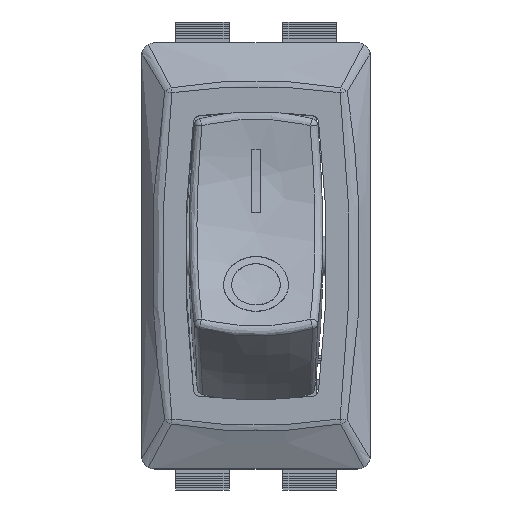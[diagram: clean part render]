
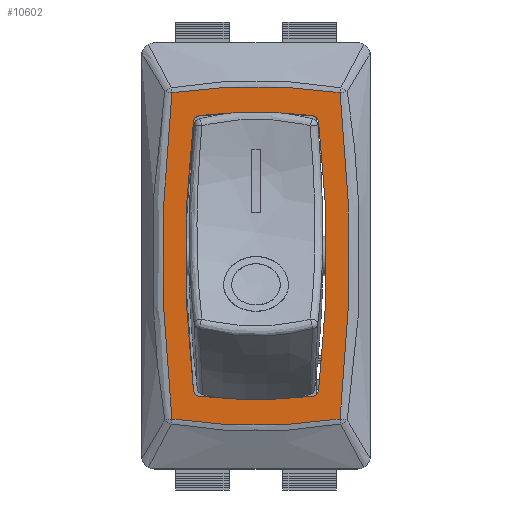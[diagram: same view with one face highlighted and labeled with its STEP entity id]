
A CAD part, top view. The second image highlights one B-rep face of the part: STEP entity #10602.
In plain terms, the highlighted planar face has unit normal (0, 0, 1).
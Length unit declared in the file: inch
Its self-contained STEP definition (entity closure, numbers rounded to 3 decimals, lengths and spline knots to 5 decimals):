
#8875=CARTESIAN_POINT('',(-0.16536,0.40975,0.07874));
#8876=VERTEX_POINT('',#8875);
#8883=CARTESIAN_POINT('',(-0.18263,0.3926,0.07874));
#8884=VERTEX_POINT('',#8883);
#8885=CARTESIAN_POINT('',(-0.1631,0.3902,0.07874));
#8886=DIRECTION('',(0.0,0.0,1.0));
#8887=DIRECTION('',(-0.705,0.71,0.0));
#8888=AXIS2_PLACEMENT_3D('',#8885,#8886,#8887);
#8889=CIRCLE('',#8888,0.01969);
#8890=EDGE_CURVE('',#8876,#8884,#8889,.T.);
#8908=CARTESIAN_POINT('',(0.16536,0.40975,0.07874));
#8909=VERTEX_POINT('',#8908);
#8916=CARTESIAN_POINT('',(0.,-1.01906,0.07874));
#8917=DIRECTION('',(0.0,0.0,-1.0));
#8918=DIRECTION('',(-0.126,-0.992,0.0));
#8919=AXIS2_PLACEMENT_3D('',#8916,#8917,#8918);
#8920=CIRCLE('',#8919,1.43835);
#8921=EDGE_CURVE('',#8876,#8909,#8920,.T.);
#8946=CARTESIAN_POINT('',(0.18263,0.3926,0.07874));
#8947=VERTEX_POINT('',#8946);
#8954=CARTESIAN_POINT('',(0.1631,0.3902,0.07874));
#8955=DIRECTION('',(0.0,0.0,1.0));
#8956=DIRECTION('',(0.705,0.71,0.0));
#8957=AXIS2_PLACEMENT_3D('',#8954,#8955,#8956);
#8958=CIRCLE('',#8957,0.01969);
#8959=EDGE_CURVE('',#8947,#8909,#8958,.T.);
#8986=CARTESIAN_POINT('',(0.18263,-0.3926,0.07874));
#8987=VERTEX_POINT('',#8986);
#8994=CARTESIAN_POINT('',(-3.00858,0.0,0.07874));
#8995=DIRECTION('',(0.0,0.0,-1.0));
#8996=DIRECTION('',(-0.992,0.127,0.0));
#8997=AXIS2_PLACEMENT_3D('',#8994,#8995,#8996);
#8998=CIRCLE('',#8997,3.21528);
#8999=EDGE_CURVE('',#8947,#8987,#8998,.T.);
#9019=CARTESIAN_POINT('',(0.16536,-0.40975,0.07874));
#9020=VERTEX_POINT('',#9019);
#9027=CARTESIAN_POINT('',(0.1631,-0.3902,0.07874));
#9028=DIRECTION('',(0.0,0.0,1.0));
#9029=DIRECTION('',(0.705,-0.71,0.0));
#9030=AXIS2_PLACEMENT_3D('',#9027,#9028,#9029);
#9031=CIRCLE('',#9030,0.01969);
#9032=EDGE_CURVE('',#9020,#8987,#9031,.T.);
#9052=CARTESIAN_POINT('',(-0.16536,-0.40975,0.07874));
#9053=VERTEX_POINT('',#9052);
#9060=CARTESIAN_POINT('',(0.,1.01906,0.07874));
#9061=DIRECTION('',(0.0,0.0,-1.0));
#9062=DIRECTION('',(0.126,0.992,0.0));
#9063=AXIS2_PLACEMENT_3D('',#9060,#9061,#9062);
#9064=CIRCLE('',#9063,1.43835);
#9065=EDGE_CURVE('',#9020,#9053,#9064,.T.);
#9080=CARTESIAN_POINT('',(-0.18263,-0.3926,0.07874));
#9081=VERTEX_POINT('',#9080);
#9088=CARTESIAN_POINT('',(-0.1631,-0.3902,0.07874));
#9089=DIRECTION('',(0.0,0.0,1.0));
#9090=DIRECTION('',(-0.705,-0.71,0.0));
#9091=AXIS2_PLACEMENT_3D('',#9088,#9089,#9090);
#9092=CIRCLE('',#9091,0.01969);
#9093=EDGE_CURVE('',#9081,#9053,#9092,.T.);
#9399=CARTESIAN_POINT('',(0.24539,0.47638,0.07874));
#9400=VERTEX_POINT('',#9399);
#9445=CARTESIAN_POINT('',(-0.24539,0.47638,0.07874));
#9446=VERTEX_POINT('',#9445);
#9471=CARTESIAN_POINT('',(0.24539,-0.47638,0.07874));
#9472=VERTEX_POINT('',#9471);
#9504=CARTESIAN_POINT('',(-0.24539,-0.47638,0.07874));
#9505=VERTEX_POINT('',#9504);
#9743=CARTESIAN_POINT('',(0.24539,-0.47638,0.07874));
#9744=CARTESIAN_POINT('',(0.1643,-0.48872,0.07874));
#9745=CARTESIAN_POINT('',(0.00006,-0.50056,0.07874));
#9746=CARTESIAN_POINT('',(-0.16428,-0.48872,0.07874));
#9747=CARTESIAN_POINT('',(-0.24539,-0.47638,0.07874));
#9748=B_SPLINE_CURVE_WITH_KNOTS('',3,(#9743,#9744,#9745,#9746,#9747),.UNSPECIFIED.,.F.,.U.,(4,1,4),(0.03052,0.65553,1.28054),.UNSPECIFIED.);
#9749=EDGE_CURVE('',#9472,#9505,#9748,.T.);
#9789=CARTESIAN_POINT('',(-0.24539,-0.47638,0.07874));
#9790=CARTESIAN_POINT('',(-0.25652,-0.38614,0.07874));
#9791=CARTESIAN_POINT('',(-0.27004,-0.20457,0.07874));
#9792=CARTESIAN_POINT('',(-0.27373,0.11361,0.07874));
#9793=CARTESIAN_POINT('',(-0.26209,0.34102,0.07874));
#9794=CARTESIAN_POINT('',(-0.24539,0.47638,0.07874));
#9795=B_SPLINE_CURVE_WITH_KNOTS('',3,(#9789,#9790,#9791,#9792,#9793,#9794),.UNSPECIFIED.,.F.,.U.,(4,1,1,4),(0.04371,0.73646,1.42921,2.46834),.UNSPECIFIED.);
#9796=EDGE_CURVE('',#9505,#9446,#9795,.T.);
#9862=CARTESIAN_POINT('',(0.24539,0.47638,0.07874));
#9863=CARTESIAN_POINT('',(0.25652,0.38614,0.07874));
#9864=CARTESIAN_POINT('',(0.27004,0.20457,0.07874));
#9865=CARTESIAN_POINT('',(0.27373,-0.11361,0.07874));
#9866=CARTESIAN_POINT('',(0.26209,-0.34102,0.07874));
#9867=CARTESIAN_POINT('',(0.24539,-0.47638,0.07874));
#9868=B_SPLINE_CURVE_WITH_KNOTS('',3,(#9862,#9863,#9864,#9865,#9866,#9867),.UNSPECIFIED.,.F.,.U.,(4,1,1,4),(0.04371,0.73646,1.42921,2.46834),.UNSPECIFIED.);
#9869=EDGE_CURVE('',#9400,#9472,#9868,.T.);
#9994=CARTESIAN_POINT('',(-0.24539,0.47638,0.07874));
#9995=CARTESIAN_POINT('',(-0.1643,0.48872,0.07874));
#9996=CARTESIAN_POINT('',(-0.00006,0.50056,0.07874));
#9997=CARTESIAN_POINT('',(0.16428,0.48872,0.07874));
#9998=CARTESIAN_POINT('',(0.24539,0.47638,0.07874));
#9999=B_SPLINE_CURVE_WITH_KNOTS('',3,(#9994,#9995,#9996,#9997,#9998),.UNSPECIFIED.,.F.,.U.,(4,1,4),(0.03052,0.65553,1.28054),.UNSPECIFIED.);
#10000=EDGE_CURVE('',#9446,#9400,#9999,.T.);
#10575=CARTESIAN_POINT('',(-0.29853,-0.54411,0.07874));
#10576=DIRECTION('',(0.0,0.0,1.0));
#10577=DIRECTION('',(1.0,0.0,0.0));
#10578=AXIS2_PLACEMENT_3D('',#10575,#10576,#10577);
#10579=PLANE('',#10578);
#10580=ORIENTED_EDGE('',*,*,#9749,.F.);
#10581=ORIENTED_EDGE('',*,*,#9869,.F.);
#10582=ORIENTED_EDGE('',*,*,#10000,.F.);
#10583=ORIENTED_EDGE('',*,*,#9796,.F.);
#10584=EDGE_LOOP('',(#10580,#10581,#10582,#10583));
#10585=FACE_OUTER_BOUND('',#10584,.T.);
#10586=ORIENTED_EDGE('',*,*,#9065,.T.);
#10587=ORIENTED_EDGE('',*,*,#9093,.F.);
#10588=CARTESIAN_POINT('',(3.00858,0.0,0.07874));
#10589=DIRECTION('',(0.0,0.0,-1.0));
#10590=DIRECTION('',(0.992,-0.127,0.0));
#10591=AXIS2_PLACEMENT_3D('',#10588,#10589,#10590);
#10592=CIRCLE('',#10591,3.21528);
#10593=EDGE_CURVE('',#9081,#8884,#10592,.T.);
#10594=ORIENTED_EDGE('',*,*,#10593,.T.);
#10595=ORIENTED_EDGE('',*,*,#8890,.F.);
#10596=ORIENTED_EDGE('',*,*,#8921,.T.);
#10597=ORIENTED_EDGE('',*,*,#8959,.F.);
#10598=ORIENTED_EDGE('',*,*,#8999,.T.);
#10599=ORIENTED_EDGE('',*,*,#9032,.F.);
#10600=EDGE_LOOP('',(#10586,#10587,#10594,#10595,#10596,#10597,#10598,#10599));
#10601=FACE_BOUND('',#10600,.T.);
#10602=ADVANCED_FACE('',(#10585,#10601),#10579,.T.);
